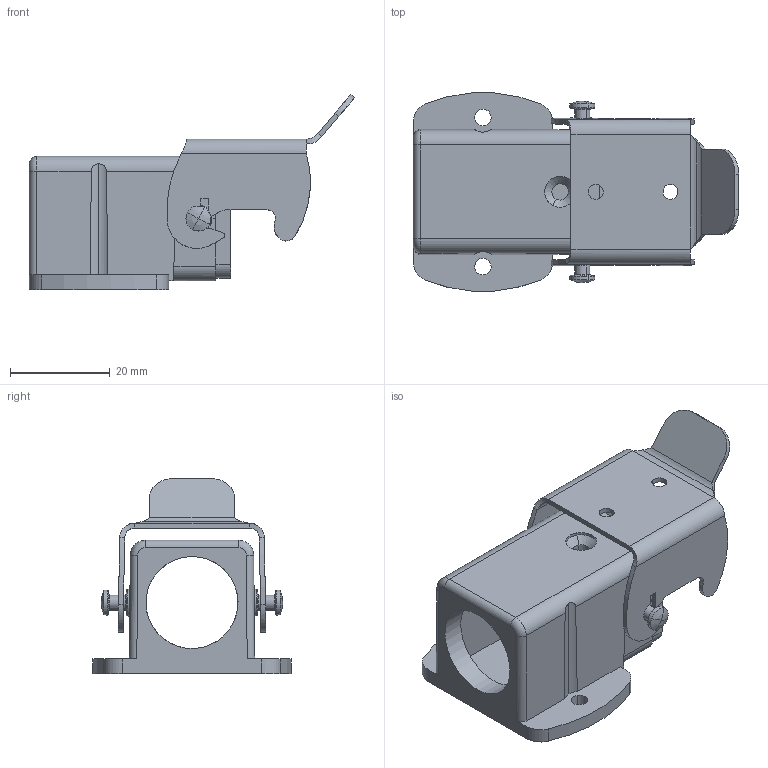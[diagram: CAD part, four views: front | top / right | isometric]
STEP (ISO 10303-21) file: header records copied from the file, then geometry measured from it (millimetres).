
FILE_DESCRIPTION(('CATIA V5 STEP Exchange','CAx-IF Rec.Pracs.--- Model Styling and Organization---1.4--- 2014-01-23'),'2;1');
FILE_NAME ('13490978_4', '2019-10-29T19:26:41+00:00', ('none'), ('Weidmueller'), 'CATIA Version 5-6 Release 2016 SP3 HF44', 'CATIA V5 STEP AP214', 'none');
FILE_SCHEMA(('AUTOMOTIVE_DESIGN { 1 0 10303 214 1 1 1 1 }'));
Length unit declared in the file: millimetre
Products named in the file (1): 1788830000
Bounding box: 65.42 x 39.81 x 39.28 mm (x, y, z)
Volume: 10926.5 mm3; surface area: 12994.5 mm2
Topology: 1 solids, 1 shells, 195 faces, 523 edges, 328 vertices
Faces by surface type: cylinder 86, plane 76, torus 18, sphere 8, bspline 4, cone 3
Entity records: 6251 total; most frequent: CARTESIAN_POINT 1636, ORIENTED_EDGE 1030, DIRECTION 785, EDGE_CURVE 515, AXIS2_PLACEMENT_3D 340, VERTEX_POINT 328, VECTOR 275, LINE 275
